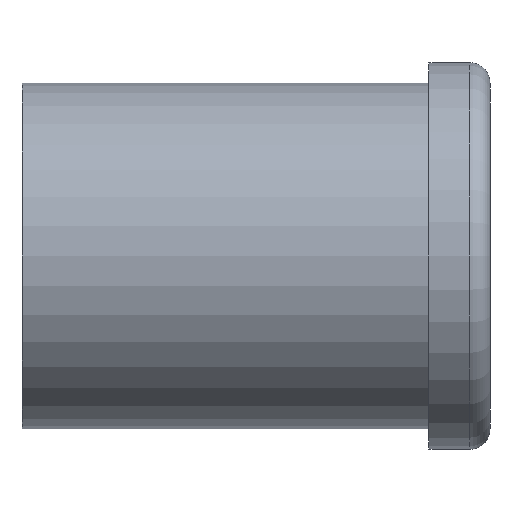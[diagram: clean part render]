
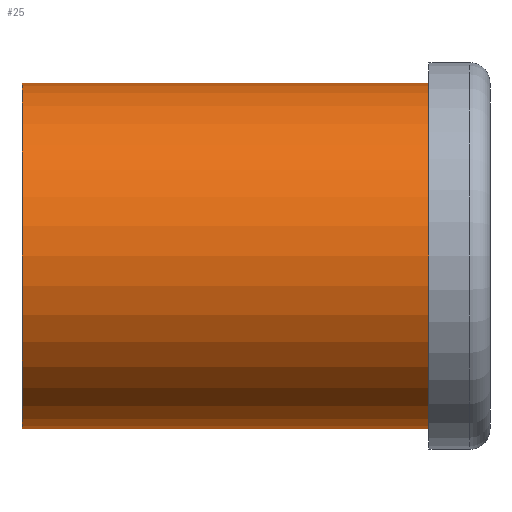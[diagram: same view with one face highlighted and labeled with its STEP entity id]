
A CAD part, front view. The second image highlights one B-rep face of the part: STEP entity #25.
In plain terms, the highlighted cylindrical face has radius 2.159 mm (diameter 4.318 mm), a partial arc.
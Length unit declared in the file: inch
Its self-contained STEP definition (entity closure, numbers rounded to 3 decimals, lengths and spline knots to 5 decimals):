
#1 = EDGE_CURVE ( 'NONE', #7, #8, #138, .T. ) ;
#3 = EDGE_CURVE ( 'NONE', #7, #11, #139, .T. ) ;
#7 = VERTEX_POINT ( 'NONE', #179 ) ;
#8 = VERTEX_POINT ( 'NONE', #193 ) ;
#11 = VERTEX_POINT ( 'NONE', #174 ) ;
#25 = ADVANCED_FACE ( 'NONE', ( #187 ), #164, .T. ) ;
#26 = ORIENTED_EDGE ( 'NONE', *, *, #74, .T. ) ;
#32 = ORIENTED_EDGE ( 'NONE', *, *, #781, .F. ) ;
#53 = ORIENTED_EDGE ( 'NONE', *, *, #3, .T. ) ;
#73 = VERTEX_POINT ( 'NONE', #272 ) ;
#74 = EDGE_CURVE ( 'NONE', #11, #73, #266, .T. ) ;
#135 = DIRECTION ( 'NONE',  ( -1., 0., 0. ) ) ;
#136 = VECTOR ( 'NONE', #135, 39.37008 ) ;
#137 = CARTESIAN_POINT ( 'NONE',  ( -2., 0., -0.085 ) ) ;
#138 = LINE ( 'NONE', #137, #136 ) ;
#139 = CIRCLE ( 'NONE', #184, 0.085 ) ;
#156 = DIRECTION ( 'NONE',  ( -1., 0., 0. ) ) ;
#157 = CARTESIAN_POINT ( 'NONE',  ( -2., 0., 0. ) ) ;
#164 = CYLINDRICAL_SURFACE ( 'NONE', #224, 0.085 ) ;
#174 = CARTESIAN_POINT ( 'NONE',  ( 0.2, 0., 0.085 ) ) ;
#179 = CARTESIAN_POINT ( 'NONE',  ( 0.2, 0., -0.085 ) ) ;
#181 = DIRECTION ( 'NONE',  ( 0., 0., 1. ) ) ;
#182 = DIRECTION ( 'NONE',  ( -1., 0., 0. ) ) ;
#183 = CARTESIAN_POINT ( 'NONE',  ( 0.2, 0., 0. ) ) ;
#184 = AXIS2_PLACEMENT_3D ( 'NONE', #183, #182, #181 ) ;
#187 = FACE_OUTER_BOUND ( 'NONE', #785, .T. ) ;
#193 = CARTESIAN_POINT ( 'NONE',  ( 0., 0., -0.085 ) ) ;
#218 = DIRECTION ( 'NONE',  ( 0., 0., 1. ) ) ;
#224 = AXIS2_PLACEMENT_3D ( 'NONE', #157, #156, #218 ) ;
#263 = DIRECTION ( 'NONE',  ( -1., 0., 0. ) ) ;
#264 = VECTOR ( 'NONE', #263, 39.37008 ) ;
#265 = CARTESIAN_POINT ( 'NONE',  ( -2., 0., 0.085 ) ) ;
#266 = LINE ( 'NONE', #265, #264 ) ;
#272 = CARTESIAN_POINT ( 'NONE',  ( 0., 0., 0.085 ) ) ;
#565 = DIRECTION ( 'NONE',  ( 0., 0., 1. ) ) ;
#566 = DIRECTION ( 'NONE',  ( -1., 0., 0. ) ) ;
#567 = AXIS2_PLACEMENT_3D ( 'NONE', #571, #566, #565 ) ;
#571 = CARTESIAN_POINT ( 'NONE',  ( 0., 0., 0. ) ) ;
#572 = CIRCLE ( 'NONE', #567, 0.085 ) ;
#776 = ORIENTED_EDGE ( 'NONE', *, *, #1, .F. ) ;
#781 = EDGE_CURVE ( 'NONE', #8, #73, #572, .T. ) ;
#785 = EDGE_LOOP ( 'NONE', ( #776, #53, #26, #32 ) ) ;
